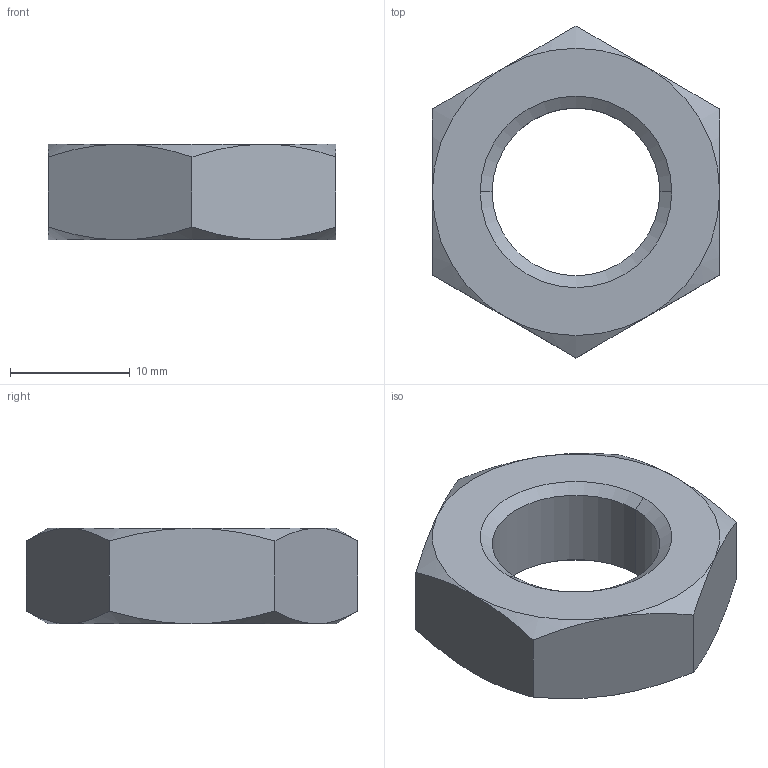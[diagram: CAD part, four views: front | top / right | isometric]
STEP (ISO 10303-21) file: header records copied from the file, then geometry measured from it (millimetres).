
FILE_DESCRIPTION (( 'STEP AP214' ), '1' );
FILE_NAME ('4din439bm16e.STEP', '2014-08-13T08:05:39', ( '' ), ( '' ), 'SwSTEP 2.0', 'SolidWorks 2014', '' );
FILE_SCHEMA (( 'AUTOMOTIVE_DESIGN' ));
Length unit declared in the file: millimetre
Products named in the file (1): 4din439bm16e
Bounding box: 24 x 27.71 x 8 mm (x, y, z)
Volume: 2695.6 mm3; surface area: 1619.4 mm2
Topology: 1 solids, 1 shells, 28 faces, 60 edges, 34 vertices
Faces by surface type: cone 16, plane 8, cylinder 4
Entity records: 898 total; most frequent: CARTESIAN_POINT 267, ORIENTED_EDGE 120, DIRECTION 116, EDGE_CURVE 60, AXIS2_PLACEMENT_3D 51, VERTEX_POINT 34, EDGE_LOOP 30, FACE_OUTER_BOUND 28
